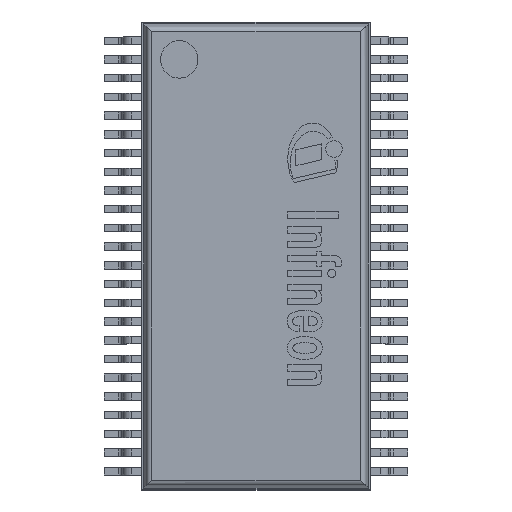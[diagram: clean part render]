
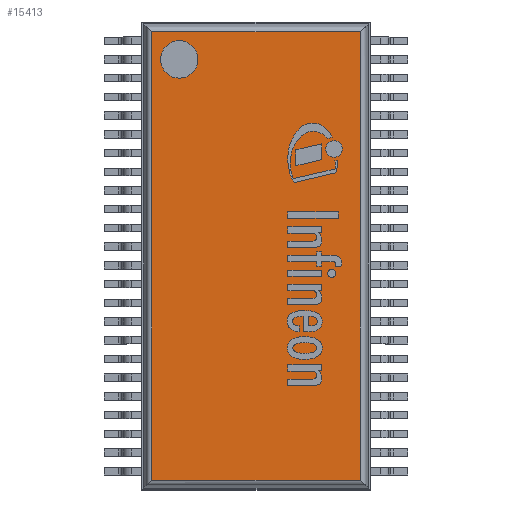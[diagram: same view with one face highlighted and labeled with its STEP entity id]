
A CAD part, top view. The second image highlights one B-rep face of the part: STEP entity #15413.
In plain terms, the highlighted planar face has unit normal (0, 0, 1).
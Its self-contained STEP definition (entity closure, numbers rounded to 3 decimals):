
#146=FACE_BOUND('',#2272,.T.);
#151=CIRCLE('',#16389,0.5);
#773=PLANE('',#16388);
#1365=FACE_OUTER_BOUND('',#2271,.T.);
#2271=EDGE_LOOP('',(#10467,#10468,#10469,#10470));
#2272=EDGE_LOOP('',(#10471));
#3185=LINE('',#22685,#4880);
#3186=LINE('',#22689,#4881);
#3189=LINE('',#22697,#4884);
#3191=LINE('',#22701,#4886);
#4880=VECTOR('',#17919,1.);
#4881=VECTOR('',#17924,1.);
#4884=VECTOR('',#17931,1.);
#4886=VECTOR('',#17937,1.);
#6576=VERTEX_POINT('',#22682);
#6577=VERTEX_POINT('',#22684);
#6578=VERTEX_POINT('',#22688);
#6581=VERTEX_POINT('',#22696);
#6585=VERTEX_POINT('',#22713);
#8122=EDGE_CURVE('',#6576,#6577,#3185,.T.);
#8124=EDGE_CURVE('',#6578,#6576,#3186,.T.);
#8128=EDGE_CURVE('',#6577,#6581,#3189,.T.);
#8131=EDGE_CURVE('',#6581,#6578,#3191,.T.);
#8137=EDGE_CURVE('',#6585,#6585,#151,.T.);
#10467=ORIENTED_EDGE('',*,*,#8122,.F.);
#10468=ORIENTED_EDGE('',*,*,#8124,.F.);
#10469=ORIENTED_EDGE('',*,*,#8131,.F.);
#10470=ORIENTED_EDGE('',*,*,#8128,.F.);
#10471=ORIENTED_EDGE('',*,*,#8137,.T.);
#15413=ADVANCED_FACE('',(#1365,#146),#773,.T.);
#16388=AXIS2_PLACEMENT_3D('',#22712,#17947,#17948);
#16389=AXIS2_PLACEMENT_3D('',#22714,#17949,#17950);
#17919=DIRECTION('',(-1.,0.,0.));
#17924=DIRECTION('',(0.,-1.,0.));
#17931=DIRECTION('',(0.,1.,0.));
#17937=DIRECTION('',(1.,0.,0.));
#17947=DIRECTION('center_axis',(0.,0.,1.));
#17948=DIRECTION('ref_axis',(0.,-1.,0.));
#17949=DIRECTION('center_axis',(0.,0.,-1.));
#17950=DIRECTION('ref_axis',(0.,-1.,0.));
#22682=CARTESIAN_POINT('',(2.786,-5.986,1.1));
#22684=CARTESIAN_POINT('',(-2.786,-5.986,1.1));
#22685=CARTESIAN_POINT('',(2.975,-5.986,1.1));
#22688=CARTESIAN_POINT('',(2.786,5.986,1.1));
#22689=CARTESIAN_POINT('',(2.786,0.,1.1));
#22696=CARTESIAN_POINT('',(-2.786,5.986,1.1));
#22697=CARTESIAN_POINT('',(-2.786,-6.15,1.1));
#22701=CARTESIAN_POINT('',(0.025,5.986,1.1));
#22712=CARTESIAN_POINT('Origin',(3.,-6.15,1.1));
#22713=CARTESIAN_POINT('',(-2.05,5.75,1.1));
#22714=CARTESIAN_POINT('Origin',(-2.05,5.25,1.1));
